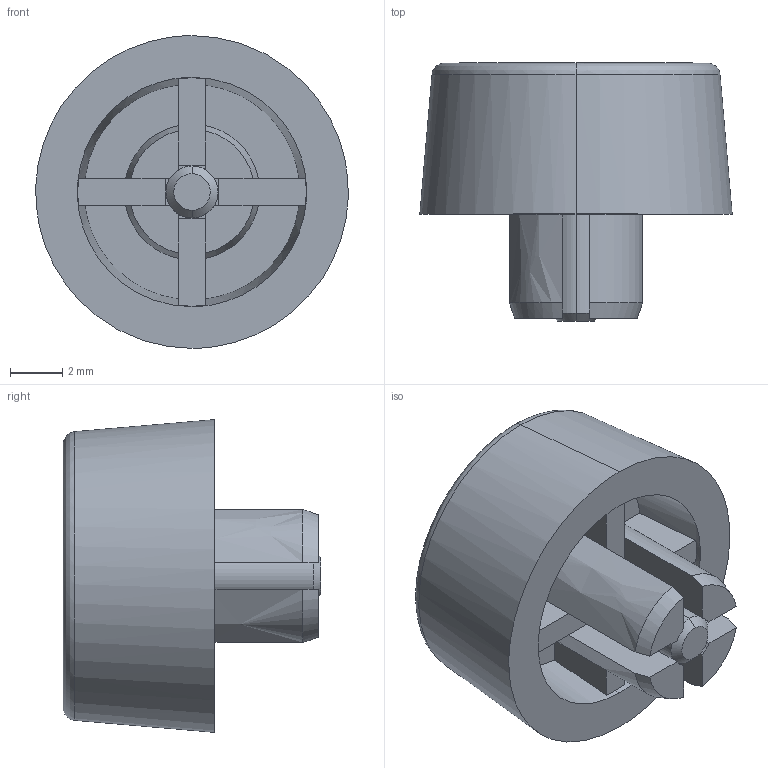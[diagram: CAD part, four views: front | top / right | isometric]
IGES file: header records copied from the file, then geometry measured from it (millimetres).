
Start section: ------------------------------------------------------------------------
Global section: file name: PC010.9556.TM_348_17857.igs; native system: spGate; preprocessor: ver18.9.1 (****-****-****-****); author: Unknown; organization: Unknown; date: 221019.152811; units: millimetre
Bounding box: 11.99 x 9.9 x 12 mm (x, y, z)
Volume: 544.7 mm3; surface area: 868.6 mm2
Topology: 2 solids, 2 shells, 67 faces, 168 edges, 107 vertices
Faces by surface type: bspline 67
